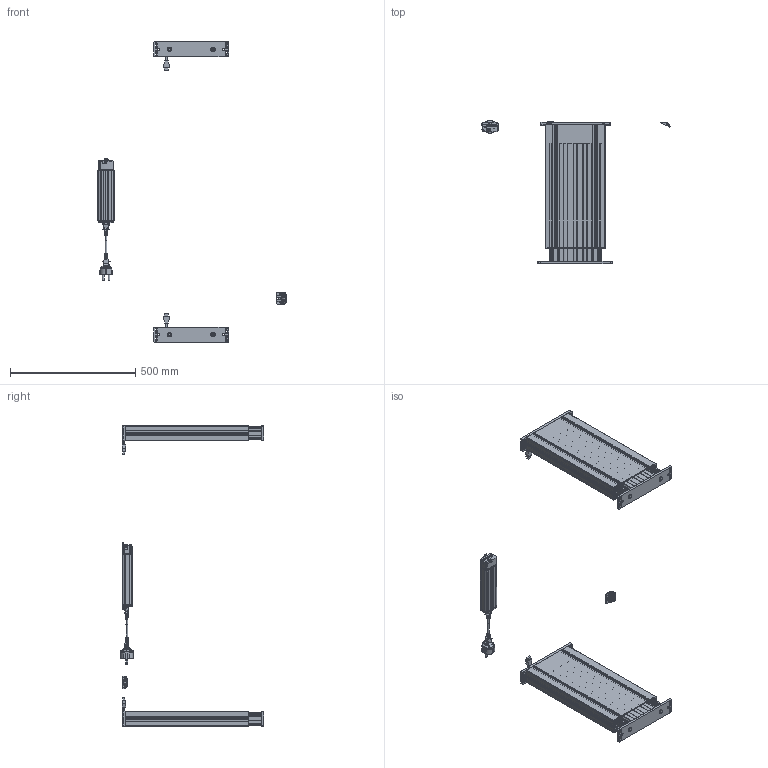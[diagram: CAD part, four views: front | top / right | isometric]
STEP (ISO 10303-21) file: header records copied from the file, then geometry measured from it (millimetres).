
FILE_DESCRIPTION (( 'STEP AP203' ), '1' );
FILE_NAME ('60953235_Hubsäulensystem synchronisiert HX, Hub 350mm, max. 3200N.step', '2021-06-17T09:11:17', ( '' ), ( '' ), 'SwSTEP 2.0', 'SolidWorks 2021', '' );
FILE_SCHEMA (( 'CONFIG_CONTROL_DESIGN' ));
Length unit declared in the file: millimetre
Products named in the file (9): 99902087 Kabel 2m mit Stecker-Molex + Nexus; 99901167 Netzkabel Steuerung EU, 3 polig (Compakt); 60953235_Hubsäulensystem synchronisiert HX, Hub 350mm, max. 3200N; 99902089 Handschalter auf_ab Unterbau; 99902088 Syncontrol 3 EU; 99902124 Montageplatte Hexalift; 99902085 Hexalift 3200N_EB530_Hub350_Innenprofil_ohne_Montagelaschen; 99902085 Hexalift 3200N_EB530_Hub350_Außenprofil_mit_Montagelaschen; 99902085 Hubsäule HX Gen 2.0 mit Lasche Hub 350mm, max. 3200N_frei
Assembly tree (11 placements, depth 3):
  60953235_Hubsäulensystem synchronisiert HX, Hub 350mm, max. 3200N
    99902085 Hubsäule HX Gen 2.0 mit Lasche Hub 350mm, max. 3200N_frei  x2
      99902085 Hexalift 3200N_EB530_Hub350_Außenprofil_mit_Montagelaschen
      99902085 Hexalift 3200N_EB530_Hub350_Innenprofil_ohne_Montagelaschen
    99902088 Syncontrol 3 EU
    99902089 Handschalter auf_ab Unterbau
    99901167 Netzkabel Steuerung EU, 3 polig (Compakt)
    99902124 Montageplatte Hexalift  x2
    99902087 Kabel 2m mit Stecker-Molex + Nexus  x2
Bounding box: 752.35 x 572.76 x 1200 mm (x, y, z)
Volume: 22174949.4 mm3; surface area: 2100837.2 mm2
Topology: 30 solids, 32 shells, 3358 faces, 9307 edges, 6095 vertices
Faces by surface type: plane 1673, cylinder 1458, cone 108, bspline 99, torus 20
Entity records: 84554 total; most frequent: CARTESIAN_POINT 22436, ORIENTED_EDGE 12994, DIRECTION 12563, EDGE_CURVE 6548, LINE 4311, VECTOR 4311, VERTEX_POINT 4301, AXIS2_PLACEMENT_3D 4126
